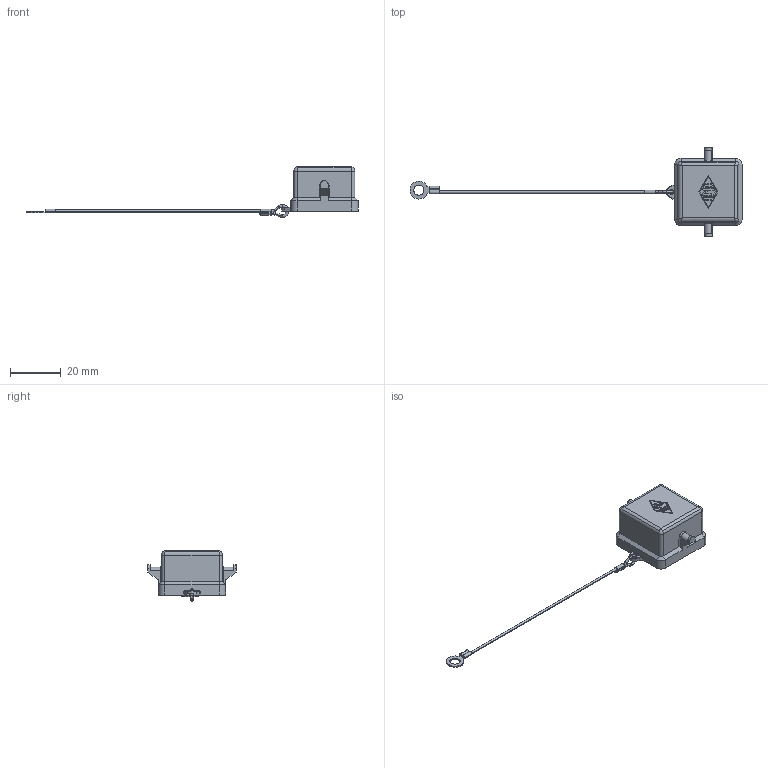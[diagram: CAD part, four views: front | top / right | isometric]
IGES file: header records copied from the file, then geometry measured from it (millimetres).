
Global section: file name: No Iges File Name specified; native system: AutoDesk Inventor R6.1; preprocessor: AutoDesk Inventor Iges Exporter R6.1; author: No Author specified; organization: No Organization specified; date: 20061207.102414; units: millimetre
Bounding box: 130.74 x 35 x 20 mm (x, y, z)
Volume: 3847.4 mm3; surface area: 5089.5 mm2
Topology: 1 solids, 1 shells, 231 faces, 612 edges, 385 vertices
Faces by surface type: plane 93, cylinder 57, revolution 42, torus 18, bspline 13, cone 8
